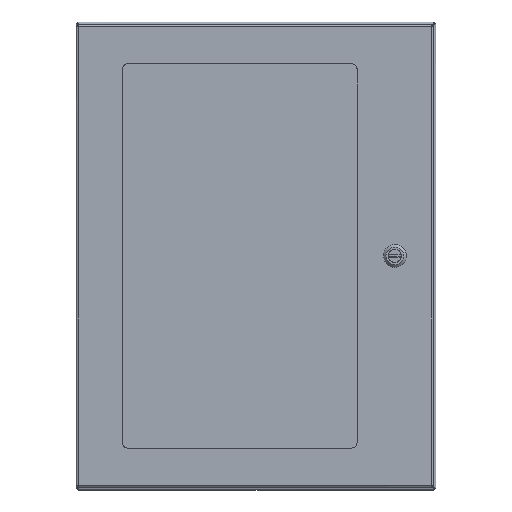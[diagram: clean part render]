
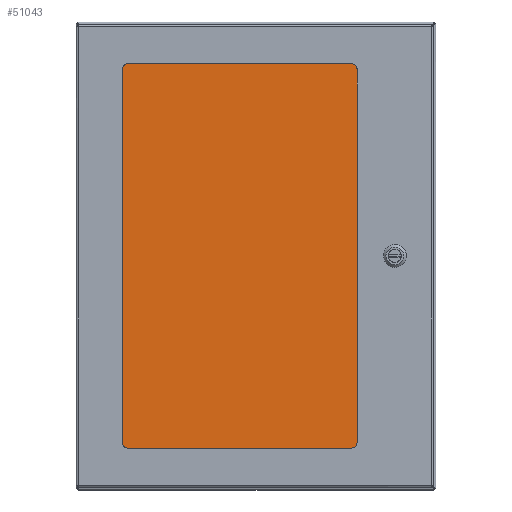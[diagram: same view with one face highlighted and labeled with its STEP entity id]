
A CAD part, top view. The second image highlights one B-rep face of the part: STEP entity #51043.
In plain terms, the highlighted planar face has unit normal (0, 0, 1).
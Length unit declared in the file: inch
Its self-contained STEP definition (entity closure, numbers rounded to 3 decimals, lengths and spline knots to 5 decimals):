
#152 = DIRECTION ( 'NONE',  ( 1., 0., 0. ) ) ;
#1691 = EDGE_LOOP ( 'NONE', ( #63578, #47265, #63045, #65189 ) ) ;
#5724 = LINE ( 'NONE', #29357, #58482 ) ;
#6113 = DIRECTION ( 'NONE',  ( 0., 1., 0. ) ) ;
#9419 = CARTESIAN_POINT ( 'NONE',  ( 1.22382, 9.465, 1.23606 ) ) ;
#11026 = LINE ( 'NONE', #51241, #52087 ) ;
#16874 = CARTESIAN_POINT ( 'NONE',  ( 1.22382, -10.215, 1.23606 ) ) ;
#16928 = CARTESIAN_POINT ( 'NONE',  ( 1.22382, -10.215, 1.23606 ) ) ;
#17874 = EDGE_CURVE ( 'NONE', #64343, #42387, #5724, .T. ) ;
#28675 = VERTEX_POINT ( 'NONE', #32335 ) ;
#29357 = CARTESIAN_POINT ( 'NONE',  ( 1.22382, 9.465, 1.23606 ) ) ;
#29625 = DIRECTION ( 'NONE',  ( 0., -1., 0. ) ) ;
#30096 = CARTESIAN_POINT ( 'NONE',  ( -11.18618, 9.465, 1.23606 ) ) ;
#30127 = DIRECTION ( 'NONE',  ( 1., 0., 0. ) ) ;
#32335 = CARTESIAN_POINT ( 'NONE',  ( -11.18618, -10.215, 1.23606 ) ) ;
#37509 = VECTOR ( 'NONE', #6113, 39.37008 ) ;
#37614 = DIRECTION ( 'NONE',  ( -1., 0., 0. ) ) ;
#40932 = EDGE_CURVE ( 'NONE', #28675, #55342, #54147, .T. ) ;
#42387 = VERTEX_POINT ( 'NONE', #16874 ) ;
#43208 = CARTESIAN_POINT ( 'NONE',  ( -4.98118, -0.375, 1.23606 ) ) ;
#43495 = VECTOR ( 'NONE', #37614, 39.37008 ) ;
#47265 = ORIENTED_EDGE ( 'NONE', *, *, #49838, .F. ) ;
#49838 = EDGE_CURVE ( 'NONE', #55342, #64343, #11026, .T. ) ;
#51043 = ADVANCED_FACE ( 'NONE', ( #57738 ), #68600, .T. ) ;
#51241 = CARTESIAN_POINT ( 'NONE',  ( -11.18618, 9.465, 1.23606 ) ) ;
#52087 = VECTOR ( 'NONE', #152, 39.37008 ) ;
#54147 = LINE ( 'NONE', #75649, #37509 ) ;
#55342 = VERTEX_POINT ( 'NONE', #30096 ) ;
#57738 = FACE_OUTER_BOUND ( 'NONE', #1691, .T. ) ;
#58007 = AXIS2_PLACEMENT_3D ( 'NONE', #43208, #80838, #30127 ) ;
#58482 = VECTOR ( 'NONE', #29625, 39.37008 ) ;
#63045 = ORIENTED_EDGE ( 'NONE', *, *, #40932, .F. ) ;
#63578 = ORIENTED_EDGE ( 'NONE', *, *, #17874, .F. ) ;
#63586 = EDGE_CURVE ( 'NONE', #42387, #28675, #79567, .T. ) ;
#64343 = VERTEX_POINT ( 'NONE', #9419 ) ;
#65189 = ORIENTED_EDGE ( 'NONE', *, *, #63586, .F. ) ;
#68600 = PLANE ( 'NONE',  #58007 ) ;
#75649 = CARTESIAN_POINT ( 'NONE',  ( -11.18618, -10.215, 1.23606 ) ) ;
#79567 = LINE ( 'NONE', #16928, #43495 ) ;
#80838 = DIRECTION ( 'NONE',  ( 0., 0., 1. ) ) ;
